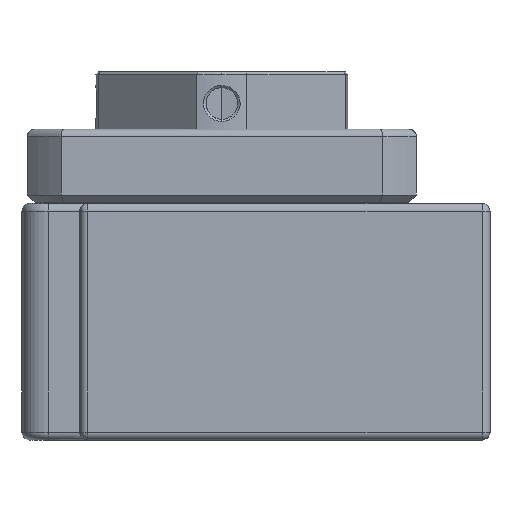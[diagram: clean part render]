
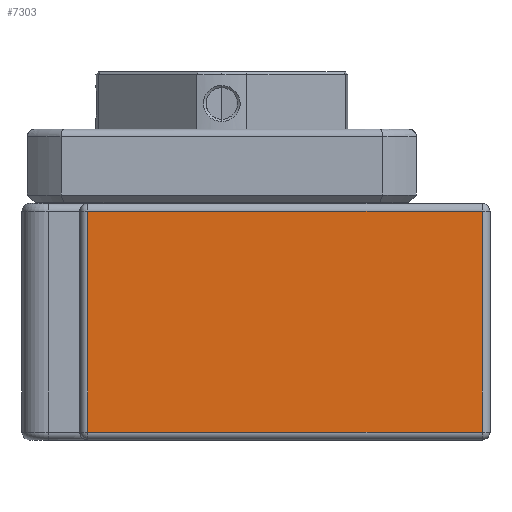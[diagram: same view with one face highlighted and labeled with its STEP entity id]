
A CAD part, left-side view. The second image highlights one B-rep face of the part: STEP entity #7303.
In plain terms, the highlighted planar face has unit normal (-1, 0, 0).
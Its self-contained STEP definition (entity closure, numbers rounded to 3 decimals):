
#725 = DIRECTION ( 'NONE',  ( 0., 1., 0. ) ) ;
#834 = DIRECTION ( 'NONE',  ( 0., 1., 0. ) ) ;
#1375 = VERTEX_POINT ( 'NONE', #3051 ) ;
#2130 = EDGE_CURVE ( 'NONE', #1375, #12892, #8947, .T. ) ;
#2655 = EDGE_CURVE ( 'NONE', #12892, #16140, #15779, .T. ) ;
#3051 = CARTESIAN_POINT ( 'NONE',  ( -64., 32., 21. ) ) ;
#3971 = FACE_OUTER_BOUND ( 'NONE', #5268, .T. ) ;
#4279 = DIRECTION ( 'NONE',  ( 0., -1., 0. ) ) ;
#4876 = ORIENTED_EDGE ( 'NONE', *, *, #2130, .T. ) ;
#5063 = ORIENTED_EDGE ( 'NONE', *, *, #13665, .T. ) ;
#5268 = EDGE_LOOP ( 'NONE', ( #4876, #7262, #5063, #18787 ) ) ;
#5787 = EDGE_CURVE ( 'NONE', #6908, #1375, #15850, .T. ) ;
#6276 = CARTESIAN_POINT ( 'NONE',  ( -64., 32., 22.5 ) ) ;
#6908 = VERTEX_POINT ( 'NONE', #8637 ) ;
#7262 = ORIENTED_EDGE ( 'NONE', *, *, #2655, .T. ) ;
#7303 = ADVANCED_FACE ( 'NONE', ( #3971 ), #8059, .F. ) ;
#7625 = VECTOR ( 'NONE', #834, 1000. ) ;
#8059 = PLANE ( 'NONE',  #12671 ) ;
#8637 = CARTESIAN_POINT ( 'NONE',  ( -64., -43., 21. ) ) ;
#8947 = LINE ( 'NONE', #6276, #14845 ) ;
#9502 = CARTESIAN_POINT ( 'NONE',  ( -64., -43., 22.5 ) ) ;
#9511 = DIRECTION ( 'NONE',  ( 1., 0., 0. ) ) ;
#9929 = LINE ( 'NONE', #9502, #13791 ) ;
#10554 = CARTESIAN_POINT ( 'NONE',  ( -64., 32., -21. ) ) ;
#12348 = VECTOR ( 'NONE', #4279, 1000. ) ;
#12671 = AXIS2_PLACEMENT_3D ( 'NONE', #18152, #9511, #725 ) ;
#12892 = VERTEX_POINT ( 'NONE', #10554 ) ;
#13035 = CARTESIAN_POINT ( 'NONE',  ( -64., -44.5, -21. ) ) ;
#13665 = EDGE_CURVE ( 'NONE', #16140, #6908, #9929, .T. ) ;
#13791 = VECTOR ( 'NONE', #18200, 1000. ) ;
#14845 = VECTOR ( 'NONE', #16449, 1000. ) ;
#15779 = LINE ( 'NONE', #13035, #12348 ) ;
#15850 = LINE ( 'NONE', #18327, #7625 ) ;
#16140 = VERTEX_POINT ( 'NONE', #17642 ) ;
#16449 = DIRECTION ( 'NONE',  ( 0., 0., -1. ) ) ;
#17642 = CARTESIAN_POINT ( 'NONE',  ( -64., -43., -21. ) ) ;
#18152 = CARTESIAN_POINT ( 'NONE',  ( -64., 33.5, 22.5 ) ) ;
#18200 = DIRECTION ( 'NONE',  ( 0., 0., 1. ) ) ;
#18327 = CARTESIAN_POINT ( 'NONE',  ( -64., 33.5, 21. ) ) ;
#18787 = ORIENTED_EDGE ( 'NONE', *, *, #5787, .T. ) ;
